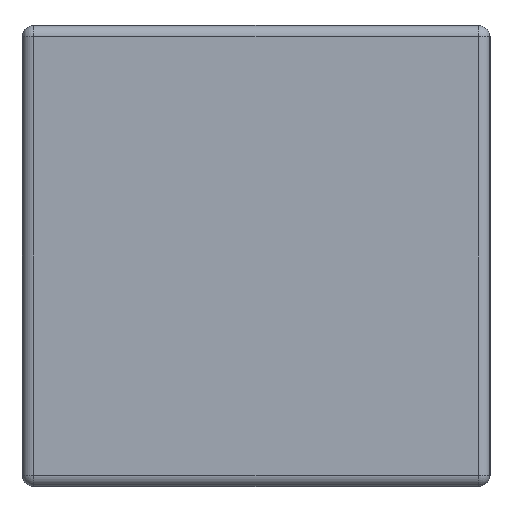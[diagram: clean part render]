
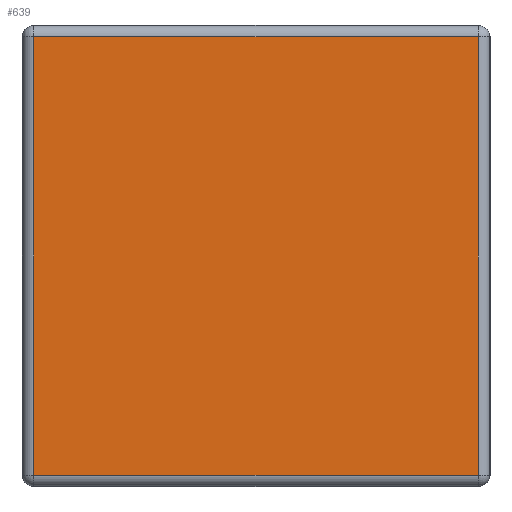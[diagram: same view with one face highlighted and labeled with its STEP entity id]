
A CAD part, left-side view. The second image highlights one B-rep face of the part: STEP entity #639.
In plain terms, the highlighted planar face has unit normal (-1, 0, 0).
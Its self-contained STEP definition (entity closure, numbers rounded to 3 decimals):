
#639 = ADVANCED_FACE ( 'NONE', ( #1327 ), #1372, .F. ) ;
#640 = EDGE_LOOP ( 'NONE', ( #641, #645, #698, #701 ) ) ;
#641 = ORIENTED_EDGE ( 'NONE', *, *, #642, .T. ) ;
#642 = EDGE_CURVE ( 'NONE', #643, #644, #1367, .T. ) ;
#643 = VERTEX_POINT ( 'NONE', #1363 ) ;
#644 = VERTEX_POINT ( 'NONE', #1362 ) ;
#645 = ORIENTED_EDGE ( 'NONE', *, *, #697, .T. ) ;
#646 = VERTEX_POINT ( 'NONE', #1361 ) ;
#697 = EDGE_CURVE ( 'NONE', #644, #646, #1542, .T. ) ;
#698 = ORIENTED_EDGE ( 'NONE', *, *, #699, .T. ) ;
#699 = EDGE_CURVE ( 'NONE', #646, #700, #1594, .T. ) ;
#700 = VERTEX_POINT ( 'NONE', #1590 ) ;
#701 = ORIENTED_EDGE ( 'NONE', *, *, #702, .T. ) ;
#702 = EDGE_CURVE ( 'NONE', #700, #643, #1588, .T. ) ;
#1327 = FACE_OUTER_BOUND ( 'NONE', #640, .T. ) ;
#1361 = CARTESIAN_POINT ( 'NONE',  ( -2.3, 1.98, -0.95 ) ) ;
#1362 = CARTESIAN_POINT ( 'NONE',  ( -2.3, 1.98, 0.95 ) ) ;
#1363 = CARTESIAN_POINT ( 'NONE',  ( -2.3, 0.05, 0.95 ) ) ;
#1364 = DIRECTION ( 'NONE',  ( 0., 1., 0. ) ) ;
#1365 = VECTOR ( 'NONE', #1364, 1000. ) ;
#1366 = CARTESIAN_POINT ( 'NONE',  ( -2.3, 2.03, 0.95 ) ) ;
#1367 = LINE ( 'NONE', #1366, #1365 ) ;
#1368 = DIRECTION ( 'NONE',  ( 0., 0., -1. ) ) ;
#1369 = DIRECTION ( 'NONE',  ( 1., 0., 0. ) ) ;
#1370 = CARTESIAN_POINT ( 'NONE',  ( -2.3, 2.03, 1. ) ) ;
#1371 = AXIS2_PLACEMENT_3D ( 'NONE', #1370, #1369, #1368 ) ;
#1372 = PLANE ( 'NONE',  #1371 ) ;
#1539 = DIRECTION ( 'NONE',  ( 0., 0., -1. ) ) ;
#1540 = VECTOR ( 'NONE', #1539, 1000. ) ;
#1541 = CARTESIAN_POINT ( 'NONE',  ( -2.3, 1.98, 1. ) ) ;
#1542 = LINE ( 'NONE', #1541, #1540 ) ;
#1585 = DIRECTION ( 'NONE',  ( 0., 0., 1. ) ) ;
#1586 = VECTOR ( 'NONE', #1585, 1000. ) ;
#1587 = CARTESIAN_POINT ( 'NONE',  ( -2.3, 0.05, 1. ) ) ;
#1588 = LINE ( 'NONE', #1587, #1586 ) ;
#1590 = CARTESIAN_POINT ( 'NONE',  ( -2.3, 0.05, -0.95 ) ) ;
#1591 = DIRECTION ( 'NONE',  ( 0., -1., 0. ) ) ;
#1592 = VECTOR ( 'NONE', #1591, 1000. ) ;
#1593 = CARTESIAN_POINT ( 'NONE',  ( -2.3, 2.03, -0.95 ) ) ;
#1594 = LINE ( 'NONE', #1593, #1592 ) ;
